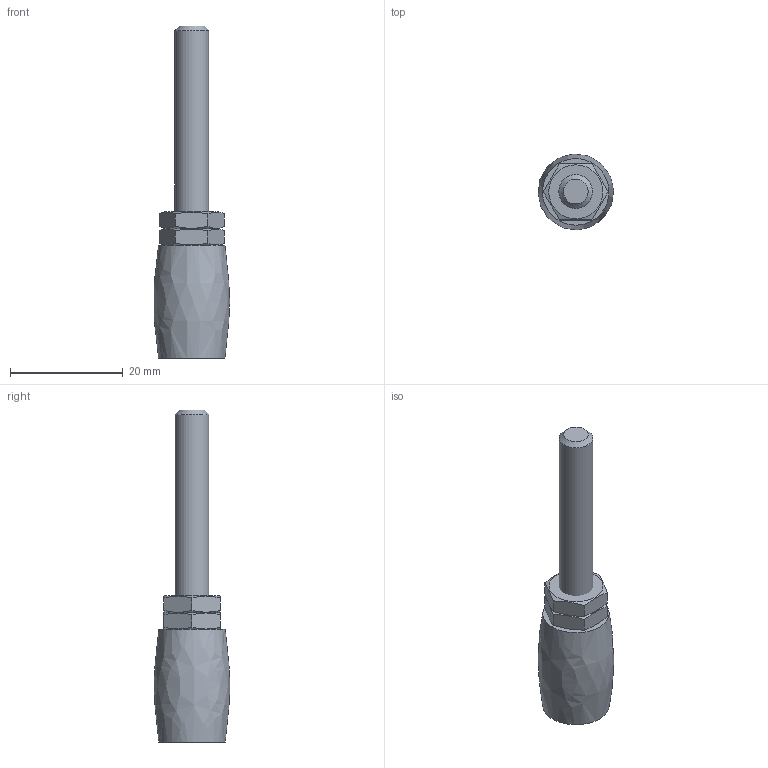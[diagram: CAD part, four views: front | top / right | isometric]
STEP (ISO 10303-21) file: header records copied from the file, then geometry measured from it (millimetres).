
FILE_DESCRIPTION(/* description */ (''),/* implementation_level */ '2;1');
FILE_NAME(/* name */ '1088.stp',/* time_stamp */ '2019-10-29T14:01:05+01:00',/* author */ ('DBARI'),/* organization */ (''),/* preprocessor_version */ 'ST-DEVELOPER v17.2',/* originating_system */ 'Autodesk Inventor 2019',/* authorisation */ '');
FILE_SCHEMA (('AUTOMOTIVE_DESIGN { 1 0 10303 214 3 1 1 }'));
Length unit declared in the file: millimetre
Products named in the file (4): 1088; 14622; 14166; 06004
Assembly tree (4 placements, depth 2):
  1088
    14622
    14166
    06004  x2
Bounding box: 13.39 x 13.49 x 59 mm (x, y, z)
Volume: 4016.2 mm3; surface area: 3201.1 mm2
Topology: 4 solids, 4 shells, 40 faces, 101 edges, 71 vertices
Faces by surface type: plane 26, cylinder 6, cone 5, torus 2, bspline 1
Full cylindrical faces by diameter (mm): 4.917 x2, 6 x1, 6.2 x1, 8 x1, 9 x1
Entity records: 1093 total; most frequent: CARTESIAN_POINT 248, DIRECTION 156, ORIENTED_EDGE 142, EDGE_CURVE 71, AXIS2_PLACEMENT_3D 67, VERTEX_POINT 50, EDGE_LOOP 35, CIRCLE 31
